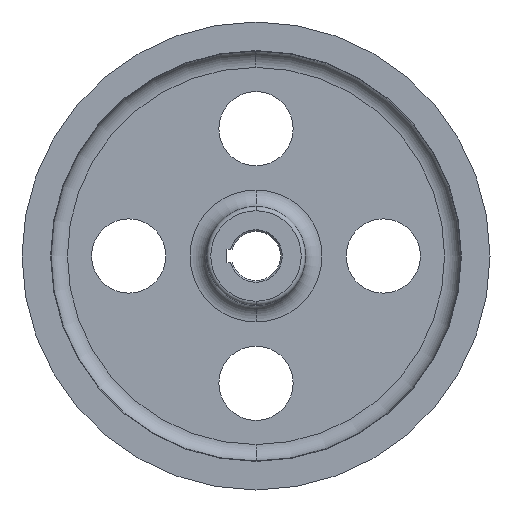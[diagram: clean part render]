
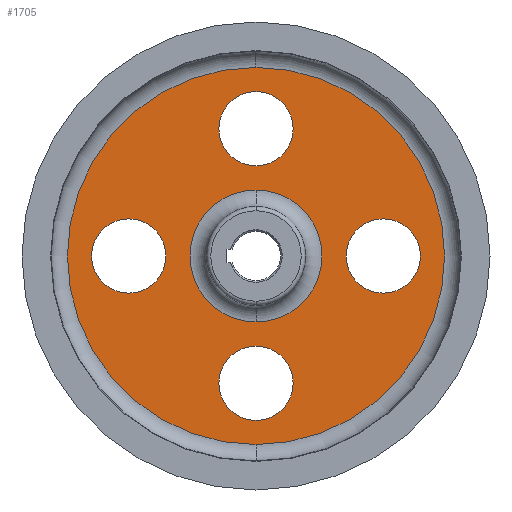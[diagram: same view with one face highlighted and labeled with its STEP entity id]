
A CAD part, left-side view. The second image highlights one B-rep face of the part: STEP entity #1705.
In plain terms, the highlighted planar face has unit normal (-1, 0, 0).
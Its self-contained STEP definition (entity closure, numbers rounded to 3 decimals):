
#13 = DIRECTION ( 'NONE',  ( 0., 0., -1. ) ) ;
#47 = AXIS2_PLACEMENT_3D ( 'NONE', #104, #1529, #877 ) ;
#76 = CARTESIAN_POINT ( 'NONE',  ( 16., 0., -115.052 ) ) ;
#104 = CARTESIAN_POINT ( 'NONE',  ( 16., 0., 0. ) ) ;
#123 = CIRCLE ( 'NONE', #157, 115.052 ) ;
#128 = EDGE_LOOP ( 'NONE', ( #223, #803 ) ) ;
#145 = CARTESIAN_POINT ( 'NONE',  ( 16., 0., 0. ) ) ;
#153 = EDGE_CURVE ( 'NONE', #2009, #1048, #1163, .T. ) ;
#157 = AXIS2_PLACEMENT_3D ( 'NONE', #1545, #755, #1905 ) ;
#164 = AXIS2_PLACEMENT_3D ( 'NONE', #949, #618, #1721 ) ;
#169 = ORIENTED_EDGE ( 'NONE', *, *, #153, .F. ) ;
#178 = EDGE_LOOP ( 'NONE', ( #1139, #1784 ) ) ;
#189 = FACE_BOUND ( 'NONE', #1990, .T. ) ;
#199 = CARTESIAN_POINT ( 'NONE',  ( 16., -77.65, -22.65 ) ) ;
#223 = ORIENTED_EDGE ( 'NONE', *, *, #1816, .F. ) ;
#225 = EDGE_CURVE ( 'NONE', #613, #991, #1440, .T. ) ;
#246 = CARTESIAN_POINT ( 'NONE',  ( 16., 77.65, 0. ) ) ;
#268 = EDGE_CURVE ( 'NONE', #1743, #1917, #274, .T. ) ;
#274 = CIRCLE ( 'NONE', #1183, 22.65 ) ;
#291 = AXIS2_PLACEMENT_3D ( 'NONE', #246, #410, #1979 ) ;
#317 = DIRECTION ( 'NONE',  ( -1., 0., 0. ) ) ;
#322 = DIRECTION ( 'NONE',  ( 1., 0., 0. ) ) ;
#336 = ORIENTED_EDGE ( 'NONE', *, *, #947, .F. ) ;
#338 = AXIS2_PLACEMENT_3D ( 'NONE', #145, #747, #758 ) ;
#358 = ORIENTED_EDGE ( 'NONE', *, *, #486, .F. ) ;
#380 = VERTEX_POINT ( 'NONE', #814 ) ;
#410 = DIRECTION ( 'NONE',  ( -1., 0., 0. ) ) ;
#411 = CARTESIAN_POINT ( 'NONE',  ( 16., -77.65, 0. ) ) ;
#447 = CARTESIAN_POINT ( 'NONE',  ( 16., -77.65, 22.65 ) ) ;
#486 = EDGE_CURVE ( 'NONE', #1048, #2009, #666, .T. ) ;
#525 = VERTEX_POINT ( 'NONE', #1468 ) ;
#553 = VERTEX_POINT ( 'NONE', #76 ) ;
#576 = VERTEX_POINT ( 'NONE', #1302 ) ;
#586 = DIRECTION ( 'NONE',  ( -1., 0., 0. ) ) ;
#598 = CARTESIAN_POINT ( 'NONE',  ( 16., 77.65, 22.65 ) ) ;
#607 = AXIS2_PLACEMENT_3D ( 'NONE', #1820, #881, #1296 ) ;
#608 = CIRCLE ( 'NONE', #164, 22.65 ) ;
#613 = VERTEX_POINT ( 'NONE', #1077 ) ;
#618 = DIRECTION ( 'NONE',  ( -1., 0., 0. ) ) ;
#655 = FACE_BOUND ( 'NONE', #178, .T. ) ;
#666 = CIRCLE ( 'NONE', #607, 22.65 ) ;
#701 = EDGE_CURVE ( 'NONE', #1722, #1927, #608, .T. ) ;
#722 = CARTESIAN_POINT ( 'NONE',  ( 16., 0., 55. ) ) ;
#729 = DIRECTION ( 'NONE',  ( -1., 0., 0. ) ) ;
#747 = DIRECTION ( 'NONE',  ( -1., 0., 0. ) ) ;
#755 = DIRECTION ( 'NONE',  ( -1., 0., 0. ) ) ;
#758 = DIRECTION ( 'NONE',  ( 0., 0., -1. ) ) ;
#781 = CIRCLE ( 'NONE', #1897, 22.65 ) ;
#803 = ORIENTED_EDGE ( 'NONE', *, *, #268, .F. ) ;
#814 = CARTESIAN_POINT ( 'NONE',  ( 16., 0., 115.052 ) ) ;
#816 = PLANE ( 'NONE',  #1667 ) ;
#840 = ORIENTED_EDGE ( 'NONE', *, *, #1954, .F. ) ;
#877 = DIRECTION ( 'NONE',  ( 0., 0., -1. ) ) ;
#881 = DIRECTION ( 'NONE',  ( -1., 0., 0. ) ) ;
#910 = EDGE_LOOP ( 'NONE', ( #169, #358 ) ) ;
#911 = CARTESIAN_POINT ( 'NONE',  ( 16., 0., 100.3 ) ) ;
#912 = CIRCLE ( 'NONE', #1098, 22.65 ) ;
#921 = DIRECTION ( 'NONE',  ( -1., 0., 0. ) ) ;
#947 = EDGE_CURVE ( 'NONE', #576, #525, #1419, .T. ) ;
#949 = CARTESIAN_POINT ( 'NONE',  ( 16., 77.65, 0. ) ) ;
#991 = VERTEX_POINT ( 'NONE', #1665 ) ;
#1032 = CIRCLE ( 'NONE', #338, 115.052 ) ;
#1033 = DIRECTION ( 'NONE',  ( 0., 0., -1. ) ) ;
#1048 = VERTEX_POINT ( 'NONE', #722 ) ;
#1077 = CARTESIAN_POINT ( 'NONE',  ( 16., 0., -40.248 ) ) ;
#1079 = DIRECTION ( 'NONE',  ( 0., 0., -1. ) ) ;
#1098 = AXIS2_PLACEMENT_3D ( 'NONE', #1556, #921, #1079 ) ;
#1105 = AXIS2_PLACEMENT_3D ( 'NONE', #1532, #729, #1804 ) ;
#1115 = ORIENTED_EDGE ( 'NONE', *, *, #1609, .T. ) ;
#1120 = ORIENTED_EDGE ( 'NONE', *, *, #1827, .F. ) ;
#1129 = EDGE_LOOP ( 'NONE', ( #1998, #1115 ) ) ;
#1139 = ORIENTED_EDGE ( 'NONE', *, *, #225, .T. ) ;
#1158 = CARTESIAN_POINT ( 'NONE',  ( 16., 0., 0. ) ) ;
#1163 = CIRCLE ( 'NONE', #1708, 22.65 ) ;
#1183 = AXIS2_PLACEMENT_3D ( 'NONE', #411, #1202, #2001 ) ;
#1202 = DIRECTION ( 'NONE',  ( -1., 0., 0. ) ) ;
#1252 = AXIS2_PLACEMENT_3D ( 'NONE', #1158, #1799, #1528 ) ;
#1262 = CIRCLE ( 'NONE', #47, 40.248 ) ;
#1264 = FACE_BOUND ( 'NONE', #1350, .T. ) ;
#1275 = FACE_BOUND ( 'NONE', #128, .T. ) ;
#1296 = DIRECTION ( 'NONE',  ( 0., 0., -1. ) ) ;
#1298 = ORIENTED_EDGE ( 'NONE', *, *, #701, .F. ) ;
#1302 = CARTESIAN_POINT ( 'NONE',  ( 16., 0., -55. ) ) ;
#1305 = CIRCLE ( 'NONE', #291, 22.65 ) ;
#1313 = CARTESIAN_POINT ( 'NONE',  ( 16., 77.65, -22.65 ) ) ;
#1350 = EDGE_LOOP ( 'NONE', ( #1120, #1298 ) ) ;
#1415 = DIRECTION ( 'NONE',  ( 0., 0., -1. ) ) ;
#1419 = CIRCLE ( 'NONE', #1105, 22.65 ) ;
#1428 = FACE_OUTER_BOUND ( 'NONE', #1129, .T. ) ;
#1440 = CIRCLE ( 'NONE', #1252, 40.248 ) ;
#1468 = CARTESIAN_POINT ( 'NONE',  ( 16., 0., -100.3 ) ) ;
#1489 = EDGE_CURVE ( 'NONE', #991, #613, #1262, .T. ) ;
#1528 = DIRECTION ( 'NONE',  ( 0., 0., -1. ) ) ;
#1529 = DIRECTION ( 'NONE',  ( 1., 0., 0. ) ) ;
#1532 = CARTESIAN_POINT ( 'NONE',  ( 16., 0., -77.65 ) ) ;
#1545 = CARTESIAN_POINT ( 'NONE',  ( 16., 0., 0. ) ) ;
#1556 = CARTESIAN_POINT ( 'NONE',  ( 16., 0., -77.65 ) ) ;
#1584 = FACE_BOUND ( 'NONE', #910, .T. ) ;
#1609 = EDGE_CURVE ( 'NONE', #380, #553, #1032, .T. ) ;
#1665 = CARTESIAN_POINT ( 'NONE',  ( 16., 0., 40.248 ) ) ;
#1667 = AXIS2_PLACEMENT_3D ( 'NONE', #1899, #322, #13 ) ;
#1705 = ADVANCED_FACE ( 'NONE', ( #655, #1428, #1264, #189, #1275, #1584 ), #816, .F. ) ;
#1708 = AXIS2_PLACEMENT_3D ( 'NONE', #2048, #317, #1415 ) ;
#1721 = DIRECTION ( 'NONE',  ( 0., 0., -1. ) ) ;
#1722 = VERTEX_POINT ( 'NONE', #1313 ) ;
#1743 = VERTEX_POINT ( 'NONE', #199 ) ;
#1784 = ORIENTED_EDGE ( 'NONE', *, *, #1489, .T. ) ;
#1799 = DIRECTION ( 'NONE',  ( 1., 0., 0. ) ) ;
#1804 = DIRECTION ( 'NONE',  ( 0., 0., -1. ) ) ;
#1816 = EDGE_CURVE ( 'NONE', #1917, #1743, #781, .T. ) ;
#1820 = CARTESIAN_POINT ( 'NONE',  ( 16., 0., 77.65 ) ) ;
#1823 = CARTESIAN_POINT ( 'NONE',  ( 16., -77.65, 0. ) ) ;
#1827 = EDGE_CURVE ( 'NONE', #1927, #1722, #1305, .T. ) ;
#1897 = AXIS2_PLACEMENT_3D ( 'NONE', #1823, #586, #1033 ) ;
#1899 = CARTESIAN_POINT ( 'NONE',  ( 16., 30.64, 0. ) ) ;
#1905 = DIRECTION ( 'NONE',  ( 0., 0., -1. ) ) ;
#1917 = VERTEX_POINT ( 'NONE', #447 ) ;
#1927 = VERTEX_POINT ( 'NONE', #598 ) ;
#1954 = EDGE_CURVE ( 'NONE', #525, #576, #912, .T. ) ;
#1979 = DIRECTION ( 'NONE',  ( 0., 0., -1. ) ) ;
#1990 = EDGE_LOOP ( 'NONE', ( #336, #840 ) ) ;
#1998 = ORIENTED_EDGE ( 'NONE', *, *, #2034, .T. ) ;
#2001 = DIRECTION ( 'NONE',  ( 0., 0., -1. ) ) ;
#2009 = VERTEX_POINT ( 'NONE', #911 ) ;
#2034 = EDGE_CURVE ( 'NONE', #553, #380, #123, .T. ) ;
#2048 = CARTESIAN_POINT ( 'NONE',  ( 16., 0., 77.65 ) ) ;
